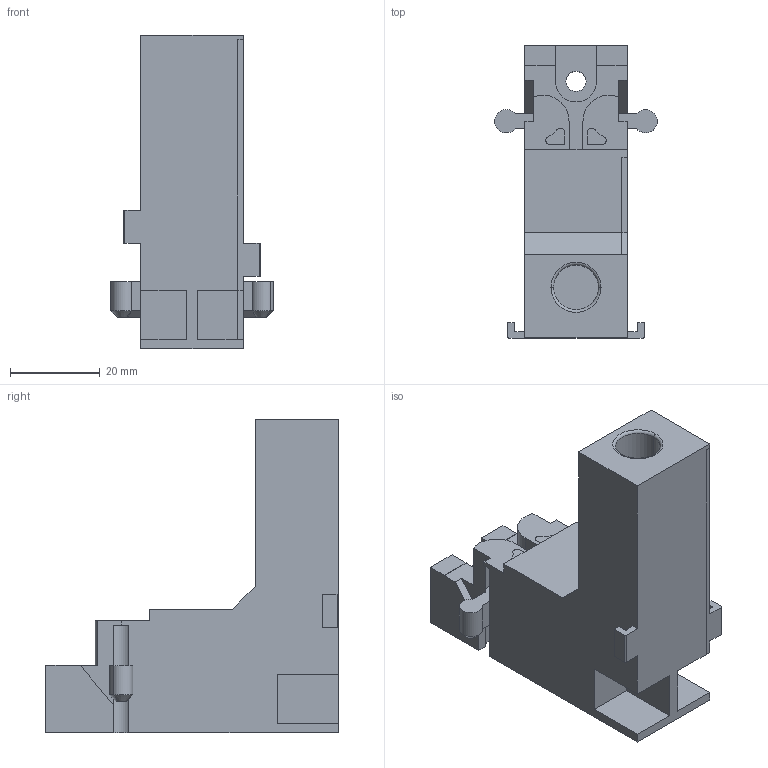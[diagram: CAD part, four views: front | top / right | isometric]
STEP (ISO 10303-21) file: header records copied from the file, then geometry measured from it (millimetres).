
FILE_DESCRIPTION(('STEP AP214'),'1');
FILE_NAME('cctmp_6E05B8CD-9A19-4231-AE55-9994D22EF1C0_2023_07_18_13_14_53_0830..stp','2023-07-18T11:14:54',('SIEMENS A&D'),('CADClick - www.CADClick.com'),'Spatial InterOp 3D postprocessed',' ','unknown authorization');
FILE_SCHEMA(('AUTOMOTIVE_DESIGN'));
Length unit declared in the file: millimetre
Products named in the file (17): cc_unnamed; 2023_07_18_13_14_53_0799; 2023_07_18_13_14_53_0767; 2023_07_18_13_14_53_0736; 2023_07_18_13_14_53_0705; 2023_07_18_13_14_53_0674; 2023_07_18_13_14_53_0642; 2023_07_18_13_14_53_0611; 2023_07_18_13_14_53_0580; 2023_07_18_13_14_53_0549; 2023_07_18_13_14_53_0517; 2023_07_18_13_14_53_0486; 2023_07_18_13_14_53_0455; 2023_07_18_13_14_53_0424; 2023_07_18_13_14_53_0392; 2023_07_18_13_14_53_0361; 2023_07_18_13_14_53_0344
Assembly tree (16 placements, depth 2):
  cc_unnamed
    2023_07_18_13_14_53_0799
    2023_07_18_13_14_53_0767
    2023_07_18_13_14_53_0736
    2023_07_18_13_14_53_0705
    2023_07_18_13_14_53_0674
    2023_07_18_13_14_53_0642
    2023_07_18_13_14_53_0611
    2023_07_18_13_14_53_0580
    2023_07_18_13_14_53_0549
    2023_07_18_13_14_53_0517
    2023_07_18_13_14_53_0486
    2023_07_18_13_14_53_0455
    2023_07_18_13_14_53_0424
    2023_07_18_13_14_53_0392
    2023_07_18_13_14_53_0361
    2023_07_18_13_14_53_0344
Bounding box: 36.3 x 65.4 x 70.1 mm (x, y, z)
Volume: 48436 mm3; surface area: 18535.2 mm2
Topology: 4 solids, 16 shells, 139 faces, 383 edges, 265 vertices
Faces by surface type: plane 94, cylinder 31, cone 12, torus 2
Entity records: 7473 total; most frequent: CARTESIAN_POINT 820, DIRECTION 765, ORIENTED_EDGE 718, STYLED_ITEM 707, PRESENTATION_STYLE_ASSIGNMENT 707, EDGE_CURVE 383, CURVE_STYLE 335, DRAUGHTING_PRE_DEFINED_CURVE_FONT 335
